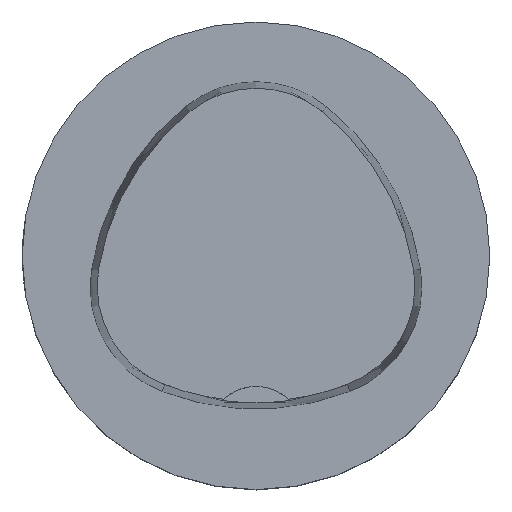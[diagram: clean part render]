
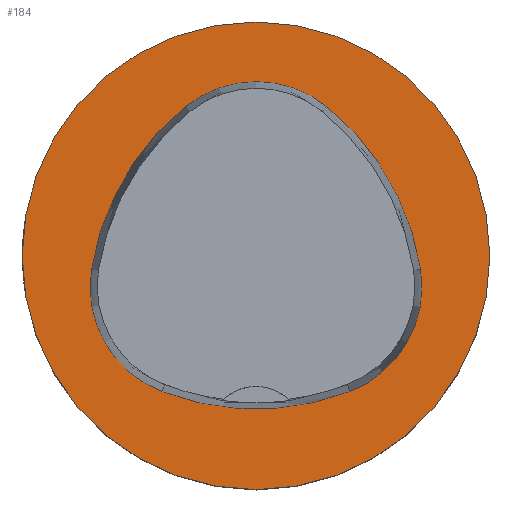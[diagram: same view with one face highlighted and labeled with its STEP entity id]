
A CAD part, top view. The second image highlights one B-rep face of the part: STEP entity #184.
In plain terms, the highlighted planar face has unit normal (0, 0, 1).
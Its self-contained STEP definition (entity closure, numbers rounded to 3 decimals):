
#184=ADVANCED_FACE('',(#324,#325),#215,.T.);
#215=PLANE('',#916);
#324=FACE_BOUND('',#356,.T.);
#325=FACE_BOUND('',#357,.T.);
#356=EDGE_LOOP('',(#477,#478,#479,#480,#481,#482));
#357=EDGE_LOOP('',(#483));
#477=ORIENTED_EDGE('',*,*,#707,.T.);
#478=ORIENTED_EDGE('',*,*,#708,.T.);
#479=ORIENTED_EDGE('',*,*,#709,.T.);
#480=ORIENTED_EDGE('',*,*,#710,.T.);
#481=ORIENTED_EDGE('',*,*,#711,.T.);
#482=ORIENTED_EDGE('',*,*,#699,.T.);
#483=ORIENTED_EDGE('',*,*,#712,.F.);
#617=VERTEX_POINT('',#1412);
#618=VERTEX_POINT('',#1414);
#624=VERTEX_POINT('',#1430);
#625=VERTEX_POINT('',#1432);
#626=VERTEX_POINT('',#1434);
#627=VERTEX_POINT('',#1436);
#628=VERTEX_POINT('',#1439);
#699=EDGE_CURVE('',#618,#617,#767,.T.);
#707=EDGE_CURVE('',#617,#624,#774,.T.);
#708=EDGE_CURVE('',#624,#625,#775,.T.);
#709=EDGE_CURVE('',#625,#626,#776,.T.);
#710=EDGE_CURVE('',#626,#627,#777,.T.);
#711=EDGE_CURVE('',#627,#618,#778,.T.);
#712=EDGE_CURVE('',#628,#628,#779,.T.);
#767=CIRCLE('',#901,28.);
#774=CIRCLE('',#910,12.);
#775=CIRCLE('',#911,28.);
#776=CIRCLE('',#912,12.);
#777=CIRCLE('',#913,28.);
#778=CIRCLE('',#914,12.);
#779=CIRCLE('',#915,25.);
#901=AXIS2_PLACEMENT_3D('',#1413,#1073,#1074);
#910=AXIS2_PLACEMENT_3D('',#1429,#1092,#1093);
#911=AXIS2_PLACEMENT_3D('',#1431,#1094,#1095);
#912=AXIS2_PLACEMENT_3D('',#1433,#1096,#1097);
#913=AXIS2_PLACEMENT_3D('',#1435,#1098,#1099);
#914=AXIS2_PLACEMENT_3D('',#1437,#1100,#1101);
#915=AXIS2_PLACEMENT_3D('',#1438,#1102,#1103);
#916=AXIS2_PLACEMENT_3D('',#1440,#1104,#1105);
#1073=DIRECTION('',(0.,0.,-1.));
#1074=DIRECTION('',(-1.,0.,0.));
#1092=DIRECTION('',(0.,0.,-1.));
#1093=DIRECTION('',(-1.,0.,0.));
#1094=DIRECTION('',(0.,0.,-1.));
#1095=DIRECTION('',(-1.,0.,0.));
#1096=DIRECTION('',(0.,0.,-1.));
#1097=DIRECTION('',(-1.,0.,0.));
#1098=DIRECTION('',(0.,0.,-1.));
#1099=DIRECTION('',(-1.,0.,0.));
#1100=DIRECTION('',(0.,0.,-1.));
#1101=DIRECTION('',(-1.,0.,0.));
#1102=DIRECTION('',(0.,0.,-1.));
#1103=DIRECTION('',(-1.,0.,0.));
#1104=DIRECTION('',(0.,0.,1.));
#1105=DIRECTION('',(1.,0.,0.));
#1412=CARTESIAN_POINT('',(-10.025,-14.516,0.));
#1413=CARTESIAN_POINT('',(-0.01,11.631,0.));
#1414=CARTESIAN_POINT('',(10.05,-14.499,0.));
#1429=CARTESIAN_POINT('',(-5.733,-3.31,0.));
#1430=CARTESIAN_POINT('',(-17.584,-1.424,0.));
#1431=CARTESIAN_POINT('',(10.068,-5.824,0.));
#1432=CARTESIAN_POINT('',(-7.531,15.953,0.));
#1433=CARTESIAN_POINT('',(0.011,6.62,0.));
#1434=CARTESIAN_POINT('',(7.567,15.942,0.));
#1435=CARTESIAN_POINT('',(-10.063,-5.81,0.));
#1436=CARTESIAN_POINT('',(17.59,-1.418,0.));
#1437=CARTESIAN_POINT('',(5.739,-3.3,0.));
#1438=CARTESIAN_POINT('',(0.,0.,0.));
#1439=CARTESIAN_POINT('',(-25.,0.,0.));
#1440=CARTESIAN_POINT('',(0.,0.,0.));
